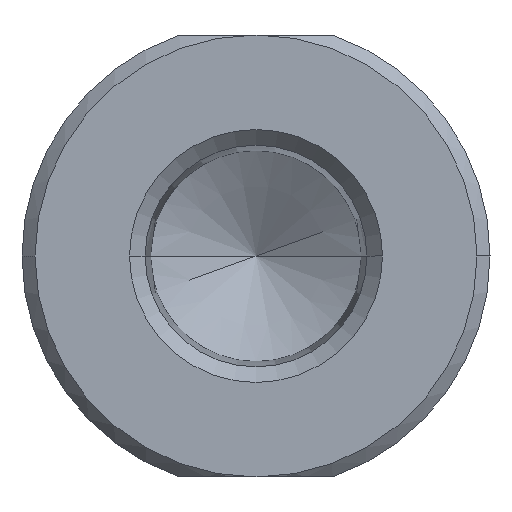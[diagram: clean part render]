
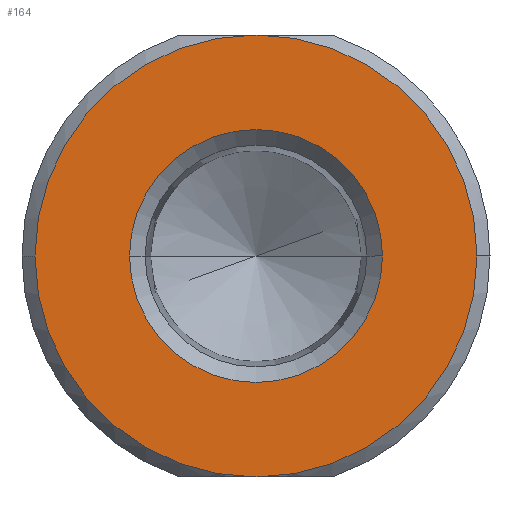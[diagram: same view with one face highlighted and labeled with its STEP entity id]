
A CAD part, left-side view. The second image highlights one B-rep face of the part: STEP entity #164.
In plain terms, the highlighted planar face has unit normal (-1, 0, 0).
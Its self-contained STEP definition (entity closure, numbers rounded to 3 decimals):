
#164=ADVANCED_FACE('',(#337,#338),#339,.T.);
#337=FACE_OUTER_BOUND('',#599,.T.);
#338=FACE_BOUND('',#600,.T.);
#339=PLANE('',#601);
#599=EDGE_LOOP('',(#1062,#1063,#1064,#1065));
#600=EDGE_LOOP('',(#1066,#1067));
#601=AXIS2_PLACEMENT_3D('',#1068,#1069,#1070);
#1062=ORIENTED_EDGE('',*,*,#1730,.T.);
#1063=ORIENTED_EDGE('',*,*,#1695,.T.);
#1064=ORIENTED_EDGE('',*,*,#1661,.T.);
#1065=ORIENTED_EDGE('',*,*,#1745,.T.);
#1066=ORIENTED_EDGE('',*,*,#1723,.T.);
#1067=ORIENTED_EDGE('',*,*,#1697,.T.);
#1068=CARTESIAN_POINT('',(-35.0,4.25,0.));
#1069=DIRECTION('',(-1.0,0.0,0.0));
#1070=DIRECTION('',(0.0,0.0,1.0));
#1661=EDGE_CURVE('',#1919,#1916,#1920,.T.);
#1695=EDGE_CURVE('',#1979,#1919,#1982,.T.);
#1697=EDGE_CURVE('',#1986,#1983,#1987,.T.);
#1723=EDGE_CURVE('',#1983,#1986,#2027,.T.);
#1730=EDGE_CURVE('',#2035,#1979,#2039,.T.);
#1745=EDGE_CURVE('',#1916,#2035,#2054,.T.);
#1916=VERTEX_POINT('',#2319);
#1919=VERTEX_POINT('',#2323);
#1920=CIRCLE('',#2324,8.5);
#1979=VERTEX_POINT('',#2408);
#1982=CIRCLE('',#2421,8.5);
#1983=VERTEX_POINT('',#2422);
#1986=VERTEX_POINT('',#2426);
#1987=CIRCLE('',#2427,4.864);
#2027=CIRCLE('',#2478,4.864);
#2035=VERTEX_POINT('',#2489);
#2039=CIRCLE('',#2512,8.5);
#2054=CIRCLE('',#2527,8.5);
#2319=CARTESIAN_POINT('',(-35.0,-8.5,0.));
#2323=CARTESIAN_POINT('',(-35.0,0.0,-8.5));
#2324=AXIS2_PLACEMENT_3D('',#3481,#3482,#3483);
#2408=CARTESIAN_POINT('',(-35.0,8.5,0.));
#2421=AXIS2_PLACEMENT_3D('',#3543,#3544,#3545);
#2422=CARTESIAN_POINT('',(-35.0,4.864,0.));
#2426=CARTESIAN_POINT('',(-35.0,-4.864,0.));
#2427=AXIS2_PLACEMENT_3D('',#3547,#3548,#3549);
#2478=AXIS2_PLACEMENT_3D('',#3603,#3604,#3605);
#2489=CARTESIAN_POINT('',(-35.0,0.0,8.5));
#2512=AXIS2_PLACEMENT_3D('',#3610,#3611,#3612);
#2527=AXIS2_PLACEMENT_3D('',#3655,#3656,#3657);
#3481=CARTESIAN_POINT('',(-35.0,0.0,0.0));
#3482=DIRECTION('',(-1.0,0.0,0.0));
#3483=DIRECTION('',(0.0,1.0,0.));
#3543=CARTESIAN_POINT('',(-35.0,0.0,0.0));
#3544=DIRECTION('',(-1.0,0.0,0.0));
#3545=DIRECTION('',(0.0,1.0,0.));
#3547=CARTESIAN_POINT('',(-35.0,0.0,0.0));
#3548=DIRECTION('',(1.0,0.0,0.0));
#3549=DIRECTION('',(0.0,1.0,0.));
#3603=CARTESIAN_POINT('',(-35.0,0.0,0.0));
#3604=DIRECTION('',(1.0,0.0,0.0));
#3605=DIRECTION('',(0.0,1.0,0.));
#3610=CARTESIAN_POINT('',(-35.0,0.0,0.0));
#3611=DIRECTION('',(-1.0,0.0,0.0));
#3612=DIRECTION('',(0.0,1.0,0.));
#3655=CARTESIAN_POINT('',(-35.0,0.0,0.0));
#3656=DIRECTION('',(-1.0,0.0,0.0));
#3657=DIRECTION('',(0.0,1.0,0.));
